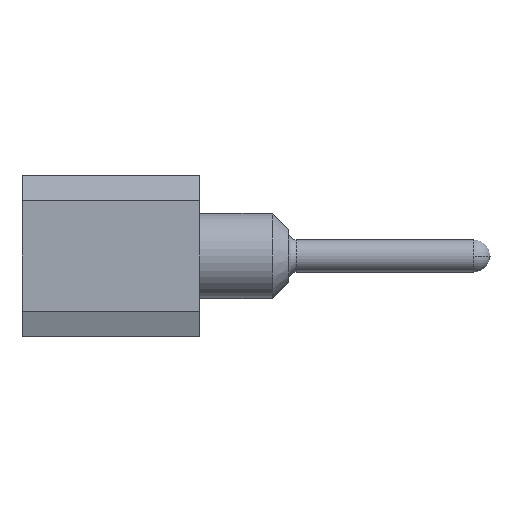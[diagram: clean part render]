
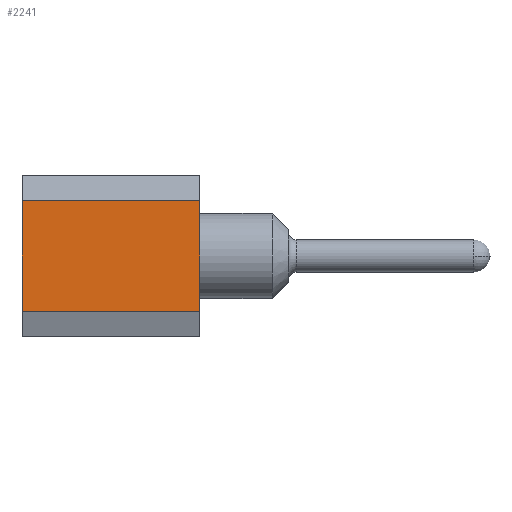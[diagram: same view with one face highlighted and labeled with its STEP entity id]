
A CAD part, left-side view. The second image highlights one B-rep face of the part: STEP entity #2241.
In plain terms, the highlighted planar face has unit normal (-1, 0, 0).
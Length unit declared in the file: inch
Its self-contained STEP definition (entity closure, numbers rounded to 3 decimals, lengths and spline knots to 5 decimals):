
#92 = VECTOR ( 'NONE', #2528, 39.37008 ) ;
#209 = EDGE_CURVE ( 'NONE', #1443, #2983, #2845, .T. ) ;
#268 = EDGE_CURVE ( 'NONE', #1151, #3384, #3480, .T. ) ;
#332 = EDGE_CURVE ( 'NONE', #3384, #2983, #736, .T. ) ;
#473 = CARTESIAN_POINT ( 'NONE',  ( -0.01203, 0., -0.08425 ) ) ;
#662 = VECTOR ( 'NONE', #2277, 39.37008 ) ;
#736 = LINE ( 'NONE', #1027, #1628 ) ;
#807 = ORIENTED_EDGE ( 'NONE', *, *, #209, .T. ) ;
#859 = PLANE ( 'NONE',  #2546 ) ;
#879 = EDGE_CURVE ( 'NONE', #1151, #1443, #2847, .T. ) ;
#922 = ORIENTED_EDGE ( 'NONE', *, *, #332, .F. ) ;
#1003 = EDGE_LOOP ( 'NONE', ( #922, #2831, #3234, #807 ) ) ;
#1027 = CARTESIAN_POINT ( 'NONE',  ( -0.01203, 0., -0.08425 ) ) ;
#1111 = CARTESIAN_POINT ( 'NONE',  ( -0.01203, -0.11, -0.08425 ) ) ;
#1123 = CARTESIAN_POINT ( 'NONE',  ( -0.01203, -0.11, -0.01575 ) ) ;
#1151 = VERTEX_POINT ( 'NONE', #1198 ) ;
#1198 = CARTESIAN_POINT ( 'NONE',  ( -0.01203, -0.11, -0.08425 ) ) ;
#1443 = VERTEX_POINT ( 'NONE', #1123 ) ;
#1550 = CARTESIAN_POINT ( 'NONE',  ( -0.01203, 0., -0.01575 ) ) ;
#1572 = DIRECTION ( 'NONE',  ( 0., 0., 1. ) ) ;
#1628 = VECTOR ( 'NONE', #1572, 39.37008 ) ;
#1656 = DIRECTION ( 'NONE',  ( 0., 1., 0. ) ) ;
#1900 = VECTOR ( 'NONE', #1656, 39.37008 ) ;
#1987 = FACE_OUTER_BOUND ( 'NONE', #1003, .T. ) ;
#2240 = CARTESIAN_POINT ( 'NONE',  ( -0.01203, -0.11, -0.08425 ) ) ;
#2241 = ADVANCED_FACE ( 'NONE', ( #1987 ), #859, .T. ) ;
#2277 = DIRECTION ( 'NONE',  ( 0., 0., 1. ) ) ;
#2471 = CARTESIAN_POINT ( 'NONE',  ( -0.01203, -0.11, -0.08425 ) ) ;
#2528 = DIRECTION ( 'NONE',  ( 0., 1., 0. ) ) ;
#2546 = AXIS2_PLACEMENT_3D ( 'NONE', #1111, #3266, #3005 ) ;
#2824 = CARTESIAN_POINT ( 'NONE',  ( -0.01203, -0.11, -0.01575 ) ) ;
#2831 = ORIENTED_EDGE ( 'NONE', *, *, #268, .F. ) ;
#2845 = LINE ( 'NONE', #2824, #92 ) ;
#2847 = LINE ( 'NONE', #2240, #662 ) ;
#2983 = VERTEX_POINT ( 'NONE', #1550 ) ;
#3005 = DIRECTION ( 'NONE',  ( 0., 0., 1. ) ) ;
#3234 = ORIENTED_EDGE ( 'NONE', *, *, #879, .T. ) ;
#3266 = DIRECTION ( 'NONE',  ( -1., 0., 0. ) ) ;
#3384 = VERTEX_POINT ( 'NONE', #473 ) ;
#3480 = LINE ( 'NONE', #2471, #1900 ) ;
